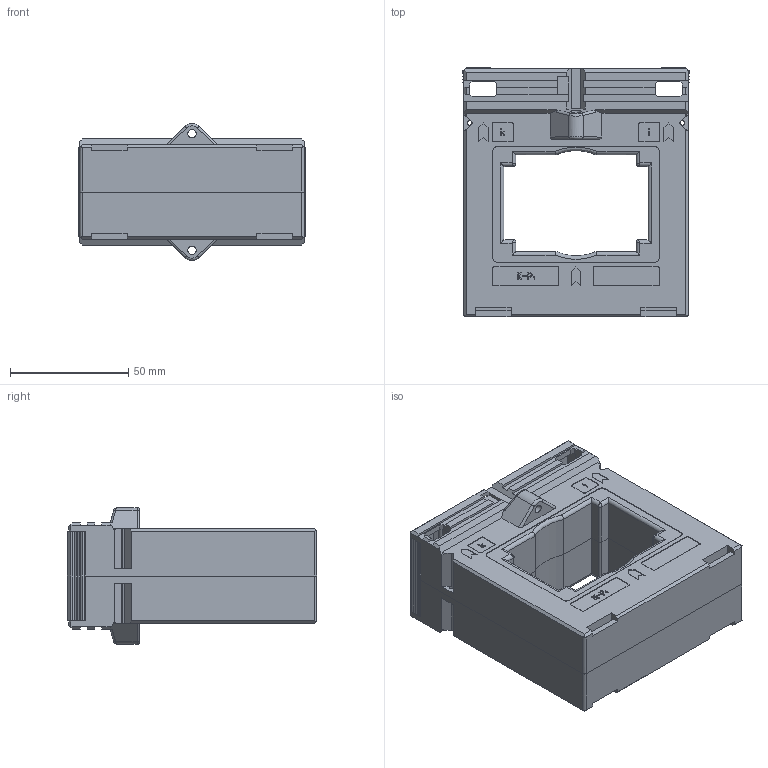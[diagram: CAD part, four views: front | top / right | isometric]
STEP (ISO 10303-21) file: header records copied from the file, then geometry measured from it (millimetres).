
FILE_DESCRIPTION(/* description */ (''),/* implementation_level */ '2;1');
FILE_NAME(/* name */ 'MBO-60.stp',/* time_stamp */ '2023-06-20T14:27:23+08:00',/* author */ (''),/* organization */ (''),/* preprocessor_version */ 'ST-DEVELOPER v16',/* originating_system */ 'SIEMENS PLM Software NX 10.0',/* authorisation */ '');
FILE_SCHEMA (('AP203_CONFIGURATION_CONTROLLED_3D_DESIGN_OF_MECHANICAL_PARTS_AND_ASSEMBLIES_MIM_LF { 1 0 10303 403 2 1 2}'));
Length unit declared in the file: millimetre
Products named in the file (1): Admi11DCEA0Ah6np
Bounding box: 95.79 x 105.5 x 57.97 mm (x, y, z)
Volume: 94162.7 mm3; surface area: 88881.2 mm2
Topology: 4 solids, 4 shells, 1286 faces, 3546 edges, 2306 vertices
Faces by surface type: plane 1100, cylinder 160, bspline 10, torus 6, extrusion 6, cone 4
Full cylindrical faces by diameter (mm): 3 x2
Entity records: 40747 total; most frequent: CARTESIAN_POINT 7802, ORIENTED_EDGE 7052, DIRECTION 6360, EDGE_CURVE 3526, VECTOR 3182, LINE 3176, VERTEX_POINT 2302, AXIS2_PLACEMENT_3D 1589
